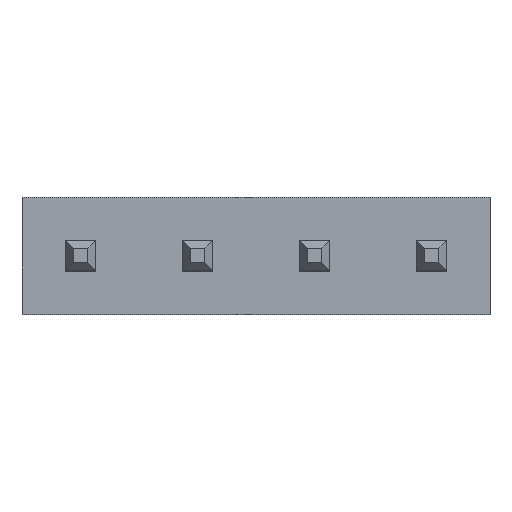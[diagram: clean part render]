
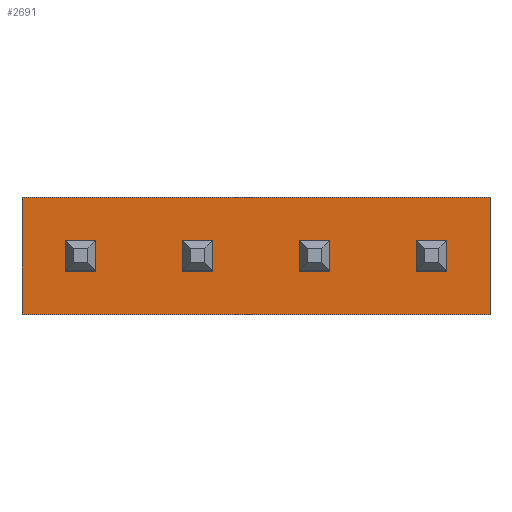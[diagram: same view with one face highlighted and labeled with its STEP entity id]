
A CAD part, top view. The second image highlights one B-rep face of the part: STEP entity #2691.
In plain terms, the highlighted planar face has unit normal (0, 0, 1).
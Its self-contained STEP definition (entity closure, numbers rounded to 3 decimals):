
#226 = CARTESIAN_POINT ( 'NONE',  ( -1.27, 1.27, 2.54 ) ) ;
#254 = EDGE_CURVE ( 'NONE', #3335, #451, #2482, .T. ) ;
#260 = CARTESIAN_POINT ( 'NONE',  ( -1.27, 1.27, 2.54 ) ) ;
#371 = VERTEX_POINT ( 'NONE', #2114 ) ;
#388 = EDGE_CURVE ( 'NONE', #371, #3335, #3168, .T. ) ;
#451 = VERTEX_POINT ( 'NONE', #3033 ) ;
#497 = CARTESIAN_POINT ( 'NONE',  ( 8.89, -1.27, 2.54 ) ) ;
#524 = CARTESIAN_POINT ( 'NONE',  ( -1.27, -1.27, 2.54 ) ) ;
#549 = DIRECTION ( 'NONE',  ( 0., 1., 0. ) ) ;
#700 = PLANE ( 'NONE',  #2768 ) ;
#1214 = VECTOR ( 'NONE', #1632, 1000. ) ;
#1233 = EDGE_LOOP ( 'NONE', ( #2351, #1328, #1830, #3536 ) ) ;
#1287 = EDGE_CURVE ( 'NONE', #451, #3085, #3025, .T. ) ;
#1328 = ORIENTED_EDGE ( 'NONE', *, *, #1287, .T. ) ;
#1381 = VECTOR ( 'NONE', #3189, 1000. ) ;
#1474 = VECTOR ( 'NONE', #549, 1000. ) ;
#1632 = DIRECTION ( 'NONE',  ( 0., -1., 0. ) ) ;
#1830 = ORIENTED_EDGE ( 'NONE', *, *, #2720, .T. ) ;
#2114 = CARTESIAN_POINT ( 'NONE',  ( -1.27, -1.27, 2.54 ) ) ;
#2130 = CARTESIAN_POINT ( 'NONE',  ( -1.27, -1.27, 2.54 ) ) ;
#2179 = LINE ( 'NONE', #524, #1214 ) ;
#2264 = CARTESIAN_POINT ( 'NONE',  ( 8.89, -1.27, 2.54 ) ) ;
#2293 = VECTOR ( 'NONE', #3328, 1000. ) ;
#2351 = ORIENTED_EDGE ( 'NONE', *, *, #254, .T. ) ;
#2466 = CARTESIAN_POINT ( 'NONE',  ( 3.81, 0., 2.54 ) ) ;
#2482 = LINE ( 'NONE', #497, #1474 ) ;
#2691 = ADVANCED_FACE ( 'NONE', ( #2943 ), #700, .F. ) ;
#2704 = DIRECTION ( 'NONE',  ( 0., 0., -1. ) ) ;
#2720 = EDGE_CURVE ( 'NONE', #3085, #371, #2179, .T. ) ;
#2768 = AXIS2_PLACEMENT_3D ( 'NONE', #2466, #2704, #3231 ) ;
#2943 = FACE_OUTER_BOUND ( 'NONE', #1233, .T. ) ;
#3025 = LINE ( 'NONE', #260, #2293 ) ;
#3033 = CARTESIAN_POINT ( 'NONE',  ( 8.89, 1.27, 2.54 ) ) ;
#3085 = VERTEX_POINT ( 'NONE', #226 ) ;
#3168 = LINE ( 'NONE', #2130, #1381 ) ;
#3189 = DIRECTION ( 'NONE',  ( 1., 0., 0. ) ) ;
#3231 = DIRECTION ( 'NONE',  ( 0., -1., 0. ) ) ;
#3328 = DIRECTION ( 'NONE',  ( -1., 0., 0. ) ) ;
#3335 = VERTEX_POINT ( 'NONE', #2264 ) ;
#3536 = ORIENTED_EDGE ( 'NONE', *, *, #388, .T. ) ;
